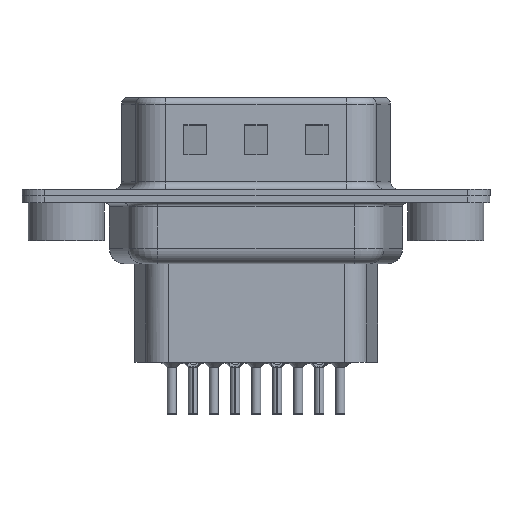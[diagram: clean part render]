
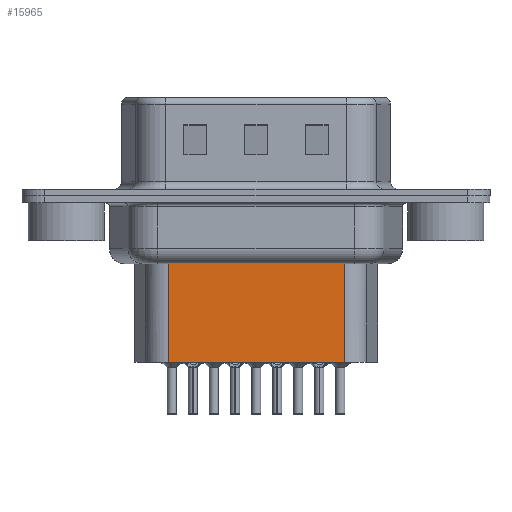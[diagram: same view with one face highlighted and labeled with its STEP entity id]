
A CAD part, front view. The second image highlights one B-rep face of the part: STEP entity #15965.
In plain terms, the highlighted planar face has unit normal (0, -1, 0).
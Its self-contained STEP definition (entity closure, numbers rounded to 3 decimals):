
#538 = CARTESIAN_POINT ( 'NONE',  ( 6.706, -3.5, -4.097 ) ) ;
#2162 = CARTESIAN_POINT ( 'NONE',  ( 6.706, -3.5, -3.1 ) ) ;
#3785 = VECTOR ( 'NONE', #7216, 1000. ) ;
#4026 = VERTEX_POINT ( 'NONE', #17851 ) ;
#4388 = VERTEX_POINT ( 'NONE', #538 ) ;
#4395 = VERTEX_POINT ( 'NONE', #14044 ) ;
#4615 = EDGE_LOOP ( 'NONE', ( #6604, #10664, #12535, #8529 ) ) ;
#5059 = DIRECTION ( 'NONE',  ( 0., 0., -1. ) ) ;
#5320 = LINE ( 'NONE', #14918, #8725 ) ;
#5516 = CARTESIAN_POINT ( 'NONE',  ( 6.706, -3.5, -3.1 ) ) ;
#5673 = LINE ( 'NONE', #12824, #7990 ) ;
#6163 = VECTOR ( 'NONE', #5059, 1000. ) ;
#6358 = DIRECTION ( 'NONE',  ( -1., 0., 0. ) ) ;
#6604 = ORIENTED_EDGE ( 'NONE', *, *, #11066, .F. ) ;
#6756 = FACE_OUTER_BOUND ( 'NONE', #4615, .T. ) ;
#6855 = DIRECTION ( 'NONE',  ( 1., 0., 0. ) ) ;
#7216 = DIRECTION ( 'NONE',  ( 0., 0., -1. ) ) ;
#7567 = VERTEX_POINT ( 'NONE', #16262 ) ;
#7990 = VECTOR ( 'NONE', #12913, 1000. ) ;
#8529 = ORIENTED_EDGE ( 'NONE', *, *, #17123, .F. ) ;
#8725 = VECTOR ( 'NONE', #6358, 1000. ) ;
#8738 = AXIS2_PLACEMENT_3D ( 'NONE', #2162, #18315, #6855 ) ;
#10664 = ORIENTED_EDGE ( 'NONE', *, *, #15190, .T. ) ;
#10811 = PLANE ( 'NONE',  #8738 ) ;
#11066 = EDGE_CURVE ( 'NONE', #7567, #4026, #17555, .T. ) ;
#11324 = EDGE_CURVE ( 'NONE', #4388, #4395, #14165, .T. ) ;
#12535 = ORIENTED_EDGE ( 'NONE', *, *, #11324, .T. ) ;
#12824 = CARTESIAN_POINT ( 'NONE',  ( 6.706, -3.5, -10.95 ) ) ;
#12913 = DIRECTION ( 'NONE',  ( -1., 0., 0. ) ) ;
#13619 = CARTESIAN_POINT ( 'NONE',  ( 18.294, -3.5, -3.1 ) ) ;
#14044 = CARTESIAN_POINT ( 'NONE',  ( 6.706, -3.5, -10.95 ) ) ;
#14165 = LINE ( 'NONE', #5516, #3785 ) ;
#14918 = CARTESIAN_POINT ( 'NONE',  ( 6.459, -3.5, -4.097 ) ) ;
#15190 = EDGE_CURVE ( 'NONE', #7567, #4388, #5320, .T. ) ;
#15965 = ADVANCED_FACE ( 'NONE', ( #6756 ), #10811, .T. ) ;
#16262 = CARTESIAN_POINT ( 'NONE',  ( 18.294, -3.5, -4.097 ) ) ;
#17123 = EDGE_CURVE ( 'NONE', #4026, #4395, #5673, .T. ) ;
#17555 = LINE ( 'NONE', #13619, #6163 ) ;
#17851 = CARTESIAN_POINT ( 'NONE',  ( 18.294, -3.5, -10.95 ) ) ;
#18315 = DIRECTION ( 'NONE',  ( 0., -1., 0. ) ) ;
